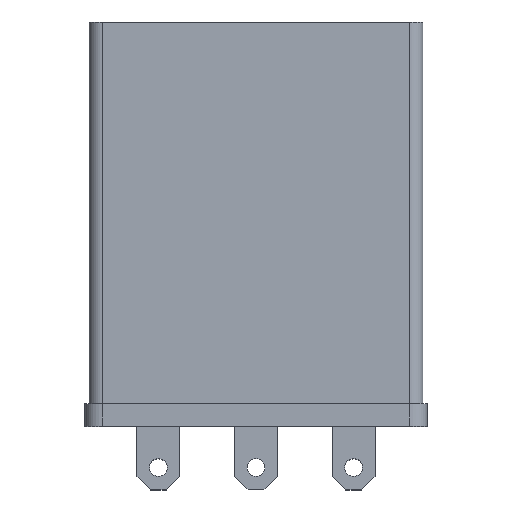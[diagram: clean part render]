
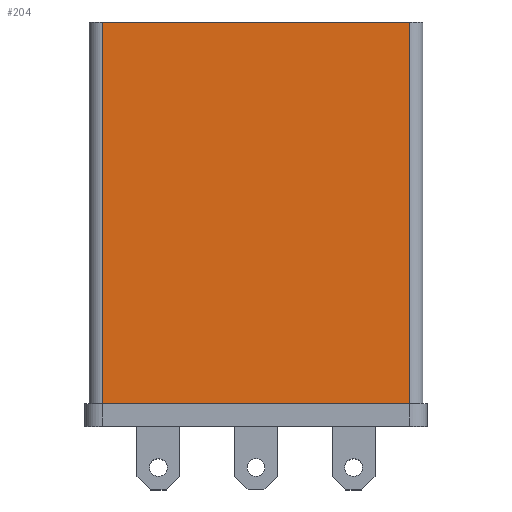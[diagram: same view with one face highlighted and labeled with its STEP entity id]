
A CAD part, top view. The second image highlights one B-rep face of the part: STEP entity #204.
In plain terms, the highlighted planar face has unit normal (0, 0, 1).
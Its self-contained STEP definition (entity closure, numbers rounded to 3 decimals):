
#146=CARTESIAN_POINT('',(-36.6,45.5,35.6));
#147=VERTEX_POINT('',#146);
#156=CARTESIAN_POINT('',(-36.6,2.5,35.6));
#157=VERTEX_POINT('',#156);
#165=CARTESIAN_POINT('',(-36.6,45.5,35.6));
#166=DIRECTION('',(0.0,-1.0,0.0));
#167=VECTOR('',#166,43.0);
#168=LINE('',#165,#167);
#169=EDGE_CURVE('',#147,#157,#168,.T.);
#174=CARTESIAN_POINT('',(-2.,45.5,35.6));
#175=DIRECTION('',(0.0,0.0,1.0));
#176=DIRECTION('',(-1.0,0.0,0.0));
#177=AXIS2_PLACEMENT_3D('',#174,#175,#176);
#178=PLANE('',#177);
#179=CARTESIAN_POINT('',(-2.,45.5,35.6));
#180=VERTEX_POINT('',#179);
#181=CARTESIAN_POINT('',(-36.6,45.5,35.6));
#182=DIRECTION('',(1.0,0.0,0.0));
#183=VECTOR('',#182,34.6);
#184=LINE('',#181,#183);
#185=EDGE_CURVE('',#147,#180,#184,.T.);
#186=ORIENTED_EDGE('',*,*,#185,.F.);
#187=ORIENTED_EDGE('',*,*,#169,.T.);
#188=CARTESIAN_POINT('',(-2.,2.5,35.6));
#189=VERTEX_POINT('',#188);
#190=CARTESIAN_POINT('',(-36.6,2.5,35.6));
#191=DIRECTION('',(1.0,0.0,0.0));
#192=VECTOR('',#191,34.6);
#193=LINE('',#190,#192);
#194=EDGE_CURVE('',#157,#189,#193,.T.);
#195=ORIENTED_EDGE('',*,*,#194,.T.);
#196=CARTESIAN_POINT('',(-2.,45.5,35.6));
#197=DIRECTION('',(0.0,-1.0,0.0));
#198=VECTOR('',#197,43.0);
#199=LINE('',#196,#198);
#200=EDGE_CURVE('',#180,#189,#199,.T.);
#201=ORIENTED_EDGE('',*,*,#200,.F.);
#202=EDGE_LOOP('',(#186,#187,#195,#201));
#203=FACE_OUTER_BOUND('',#202,.T.);
#204=ADVANCED_FACE('',(#203),#178,.T.);
